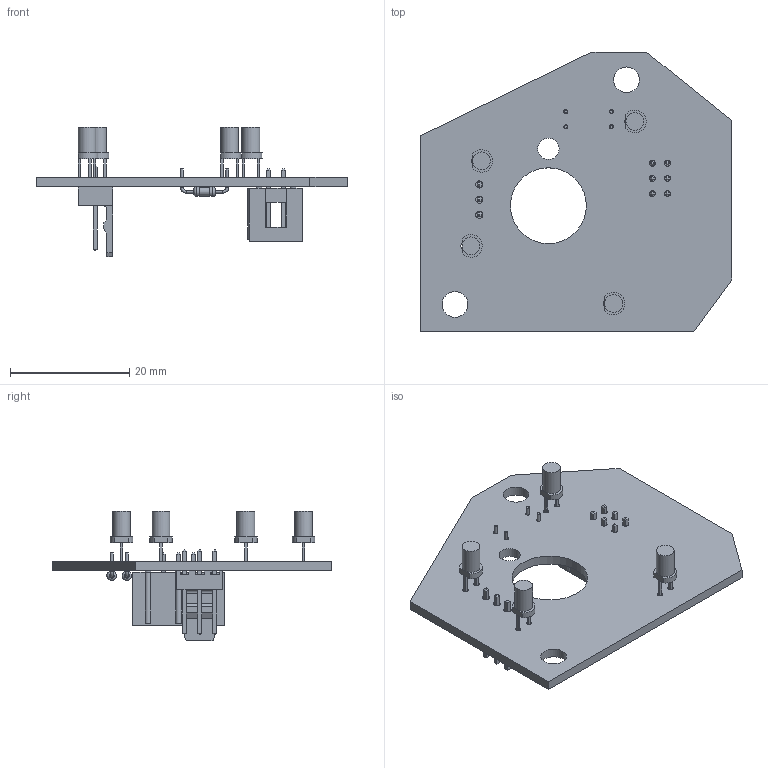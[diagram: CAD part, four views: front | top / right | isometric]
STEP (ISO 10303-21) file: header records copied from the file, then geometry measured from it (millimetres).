
FILE_DESCRIPTION(('KiCad electronic assembly'),'2;1');
FILE_NAME(' fire.step','2024-09-06T14:16:04',('Pcbnew'),('Kicad'), 'Open CASCADE STEP processor 7.7','KiCad to STEP converter','Unknown' );
FILE_SCHEMA(('AUTOMOTIVE_DESIGN { 1 0 10303 214 1 1 1 1 }'));
Length unit declared in the file: millimetre
Products named in the file (10):  fire 1; LED_D3.0mm_FlatTop; R_Axial_DIN0204_L3.6mm_D1.6mm_P7.62mm_Horizontal; R_Axial_DIN0204_L36mm_D16mm_P762mm_Horizontal; IDC-Header_2x03_P2.54mm_Vertical; IDC_Header_2x03_P254mm_Vertical; Molex_KK-254_AE-6410-03A_1x03_P2.54mm_Vertical; Molex_AE_6410_03A; FIRE-V002_PCB
Assembly tree (13 placements, depth 3):
   fire 1
    LED_D3.0mm_FlatTop  x4
      LED_D3.0mm_FlatTop
    R_Axial_DIN0204_L3.6mm_D1.6mm_P7.62mm_Horizontal  x2
      R_Axial_DIN0204_L36mm_D16mm_P762mm_Horizontal
    IDC-Header_2x03_P2.54mm_Vertical
      IDC_Header_2x03_P254mm_Vertical
    Molex_KK-254_AE-6410-03A_1x03_P2.54mm_Vertical
      Molex_AE_6410_03A
    FIRE-V002_PCB
Bounding box: 52.07 x 46.84 x 21.7 mm (x, y, z)
Volume: 4078.2 mm3; surface area: 6246.8 mm2
Topology: 9 solids, 9 shells, 373 faces, 875 edges, 556 vertices
Faces by surface type: plane 308, cylinder 57, torus 8
Full cylindrical faces by diameter (mm): 0.5 x8, 0.7 x4, 0.9 x8, 1 x12, 1.19 x3, 1.44 x2, 1.6 x4, 3 x4, 3.572 x1, 4.3 x2, 12.7 x1
Entity records: 11036 total; most frequent: CARTESIAN_POINT 1536, DIRECTION 1488, ORIENTED_EDGE 1486, EDGE_CURVE 743, LINE 642, VECTOR 642, VERTEX_POINT 471, AXIS2_PLACEMENT_3D 423
